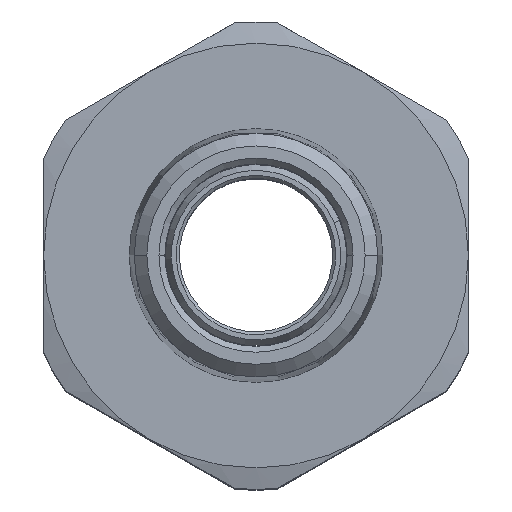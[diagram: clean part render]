
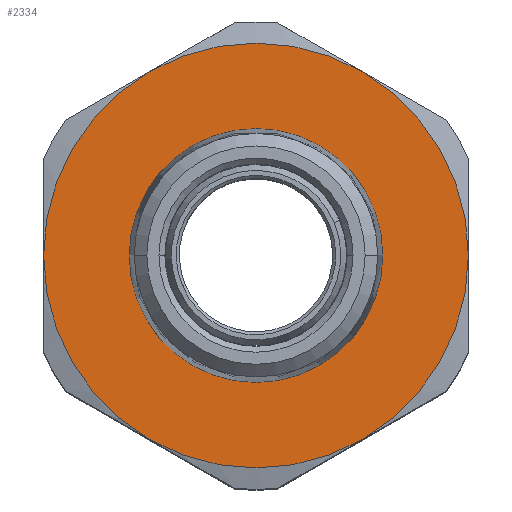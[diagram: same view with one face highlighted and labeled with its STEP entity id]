
A CAD part, top view. The second image highlights one B-rep face of the part: STEP entity #2334.
In plain terms, the highlighted planar face has unit normal (0, 0, 1).
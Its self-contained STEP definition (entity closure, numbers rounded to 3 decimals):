
#62 = VERTEX_POINT ( 'NONE', #2557 ) ;
#197 = VERTEX_POINT ( 'NONE', #2359 ) ;
#233 = EDGE_CURVE ( 'NONE', #3373, #197, #943, .T. ) ;
#281 = CARTESIAN_POINT ( 'NONE',  ( 0., 19.8, 19. ) ) ;
#324 = ORIENTED_EDGE ( 'NONE', *, *, #3333, .T. ) ;
#337 = VERTEX_POINT ( 'NONE', #1016 ) ;
#350 = AXIS2_PLACEMENT_3D ( 'NONE', #2368, #2920, #2793 ) ;
#364 = ORIENTED_EDGE ( 'NONE', *, *, #1509, .T. ) ;
#421 = CIRCLE ( 'NONE', #3279, 18. ) ;
#542 = DIRECTION ( 'NONE',  ( 1., 0., 0. ) ) ;
#570 = VERTEX_POINT ( 'NONE', #1984 ) ;
#650 = DIRECTION ( 'NONE',  ( 1., 0., 0. ) ) ;
#743 = CARTESIAN_POINT ( 'NONE',  ( 0., 0., 19. ) ) ;
#757 = DIRECTION ( 'NONE',  ( 1., 0., 0. ) ) ;
#762 = ORIENTED_EDGE ( 'NONE', *, *, #2163, .T. ) ;
#768 = ORIENTED_EDGE ( 'NONE', *, *, #1667, .F. ) ;
#769 = DIRECTION ( 'NONE',  ( 0., 0., 1. ) ) ;
#811 = PLANE ( 'NONE',  #1369 ) ;
#866 = CARTESIAN_POINT ( 'NONE',  ( -9., -15.588, 19. ) ) ;
#882 = DIRECTION ( 'NONE',  ( 0., 0., 1. ) ) ;
#943 = CIRCLE ( 'NONE', #1480, 10.75 ) ;
#1011 = DIRECTION ( 'NONE',  ( 0., 0., 1. ) ) ;
#1016 = CARTESIAN_POINT ( 'NONE',  ( -18., 0., 19. ) ) ;
#1021 = EDGE_CURVE ( 'NONE', #2093, #2013, #2952, .T. ) ;
#1040 = CARTESIAN_POINT ( 'NONE',  ( 0., 0., 19. ) ) ;
#1071 = ORIENTED_EDGE ( 'NONE', *, *, #2732, .T. ) ;
#1086 = CARTESIAN_POINT ( 'NONE',  ( 0., 0., 19. ) ) ;
#1128 = EDGE_LOOP ( 'NONE', ( #762, #324, #364, #2588, #1071, #2346 ) ) ;
#1172 = CARTESIAN_POINT ( 'NONE',  ( 9., -15.588, 19. ) ) ;
#1198 = CIRCLE ( 'NONE', #1962, 18. ) ;
#1273 = CIRCLE ( 'NONE', #350, 10.75 ) ;
#1298 = DIRECTION ( 'NONE',  ( 0., 0., 1. ) ) ;
#1341 = DIRECTION ( 'NONE',  ( 1., 0., 0. ) ) ;
#1369 = AXIS2_PLACEMENT_3D ( 'NONE', #281, #2711, #2449 ) ;
#1480 = AXIS2_PLACEMENT_3D ( 'NONE', #743, #1011, #650 ) ;
#1497 = CIRCLE ( 'NONE', #1935, 18. ) ;
#1505 = CARTESIAN_POINT ( 'NONE',  ( 0., 0., 19. ) ) ;
#1509 = EDGE_CURVE ( 'NONE', #62, #2687, #421, .T. ) ;
#1577 = DIRECTION ( 'NONE',  ( 0., 0., 1. ) ) ;
#1585 = CARTESIAN_POINT ( 'NONE',  ( 10.75, 0., 19. ) ) ;
#1667 = EDGE_CURVE ( 'NONE', #197, #3373, #1273, .T. ) ;
#1671 = FACE_BOUND ( 'NONE', #1946, .T. ) ;
#1697 = CIRCLE ( 'NONE', #3327, 18. ) ;
#1935 = AXIS2_PLACEMENT_3D ( 'NONE', #1086, #882, #542 ) ;
#1946 = EDGE_LOOP ( 'NONE', ( #2432, #768 ) ) ;
#1962 = AXIS2_PLACEMENT_3D ( 'NONE', #1040, #769, #2672 ) ;
#1984 = CARTESIAN_POINT ( 'NONE',  ( 18., 0., 19. ) ) ;
#2013 = VERTEX_POINT ( 'NONE', #1172 ) ;
#2093 = VERTEX_POINT ( 'NONE', #866 ) ;
#2103 = AXIS2_PLACEMENT_3D ( 'NONE', #2654, #2382, #757 ) ;
#2163 = EDGE_CURVE ( 'NONE', #2013, #570, #3090, .T. ) ;
#2219 = CARTESIAN_POINT ( 'NONE',  ( -9., 15.588, 19. ) ) ;
#2327 = DIRECTION ( 'NONE',  ( 1., 0., 0. ) ) ;
#2334 = ADVANCED_FACE ( 'NONE', ( #1671, #3466 ), #811, .T. ) ;
#2346 = ORIENTED_EDGE ( 'NONE', *, *, #1021, .T. ) ;
#2359 = CARTESIAN_POINT ( 'NONE',  ( -10.75, 0., 19. ) ) ;
#2368 = CARTESIAN_POINT ( 'NONE',  ( 0., 0., 19. ) ) ;
#2382 = DIRECTION ( 'NONE',  ( 0., 0., 1. ) ) ;
#2432 = ORIENTED_EDGE ( 'NONE', *, *, #233, .F. ) ;
#2449 = DIRECTION ( 'NONE',  ( 1., 0., 0. ) ) ;
#2557 = CARTESIAN_POINT ( 'NONE',  ( 9., 15.588, 19. ) ) ;
#2588 = ORIENTED_EDGE ( 'NONE', *, *, #2660, .T. ) ;
#2654 = CARTESIAN_POINT ( 'NONE',  ( 0., 0., 19. ) ) ;
#2660 = EDGE_CURVE ( 'NONE', #2687, #337, #1198, .T. ) ;
#2672 = DIRECTION ( 'NONE',  ( 1., 0., 0. ) ) ;
#2687 = VERTEX_POINT ( 'NONE', #2219 ) ;
#2711 = DIRECTION ( 'NONE',  ( 0., 0., 1. ) ) ;
#2732 = EDGE_CURVE ( 'NONE', #337, #2093, #1497, .T. ) ;
#2793 = DIRECTION ( 'NONE',  ( 1., 0., 0. ) ) ;
#2851 = CARTESIAN_POINT ( 'NONE',  ( 0., 0., 19. ) ) ;
#2898 = AXIS2_PLACEMENT_3D ( 'NONE', #1505, #3214, #1341 ) ;
#2901 = CARTESIAN_POINT ( 'NONE',  ( 0., 0., 19. ) ) ;
#2920 = DIRECTION ( 'NONE',  ( 0., 0., 1. ) ) ;
#2952 = CIRCLE ( 'NONE', #2898, 18. ) ;
#3090 = CIRCLE ( 'NONE', #2103, 18. ) ;
#3171 = DIRECTION ( 'NONE',  ( 1., 0., 0. ) ) ;
#3214 = DIRECTION ( 'NONE',  ( 0., 0., 1. ) ) ;
#3279 = AXIS2_PLACEMENT_3D ( 'NONE', #2851, #1577, #2327 ) ;
#3327 = AXIS2_PLACEMENT_3D ( 'NONE', #2901, #1298, #3171 ) ;
#3333 = EDGE_CURVE ( 'NONE', #570, #62, #1697, .T. ) ;
#3373 = VERTEX_POINT ( 'NONE', #1585 ) ;
#3466 = FACE_OUTER_BOUND ( 'NONE', #1128, .T. ) ;
